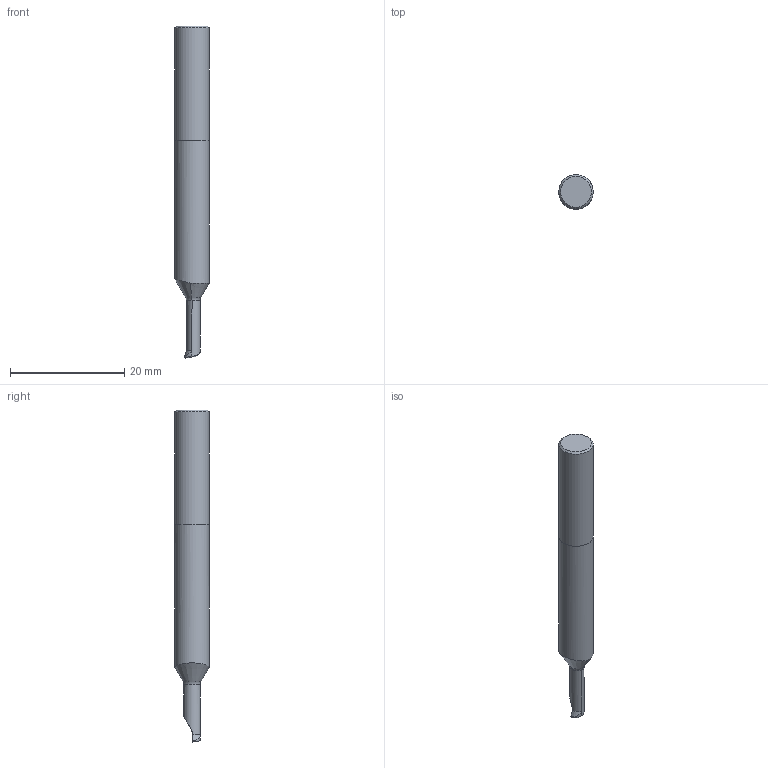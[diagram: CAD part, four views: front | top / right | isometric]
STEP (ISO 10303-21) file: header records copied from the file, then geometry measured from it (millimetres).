
FILE_DESCRIPTION(/* description */ (''),/* implementation_level */ '2;1');
FILE_NAME(/* name */ 'A721032.stp',/* time_stamp */ '2017-10-27T11:34:32+05:00',/* author */ (''),/* organization */ (''),/* preprocessor_version */ 'ST-DEVELOPER v16',/* originating_system */ 'SIEMENS PLM Software NX 11.0',/* authorisation */ '');
FILE_SCHEMA (('AUTOMOTIVE_DESIGN { 1 0 10303 214 3 1 1 1 }'));
Length unit declared in the file: millimetre
Products named in the file (1): A721032
Bounding box: 6 x 6 x 58 mm (x, y, z)
Volume: 1352.1 mm3; surface area: 1060.2 mm2
Topology: 3 solids, 3 shells, 28 faces, 63 edges, 41 vertices
Faces by surface type: plane 12, cylinder 8, torus 4, cone 4
Full cylindrical faces by diameter (mm): 6 x2
Entity records: 1139 total; most frequent: CARTESIAN_POINT 490, DIRECTION 121, ORIENTED_EDGE 116, EDGE_CURVE 58, AXIS2_PLACEMENT_3D 50, VERTEX_POINT 39, EDGE_LOOP 31, ADVANCED_FACE 28
